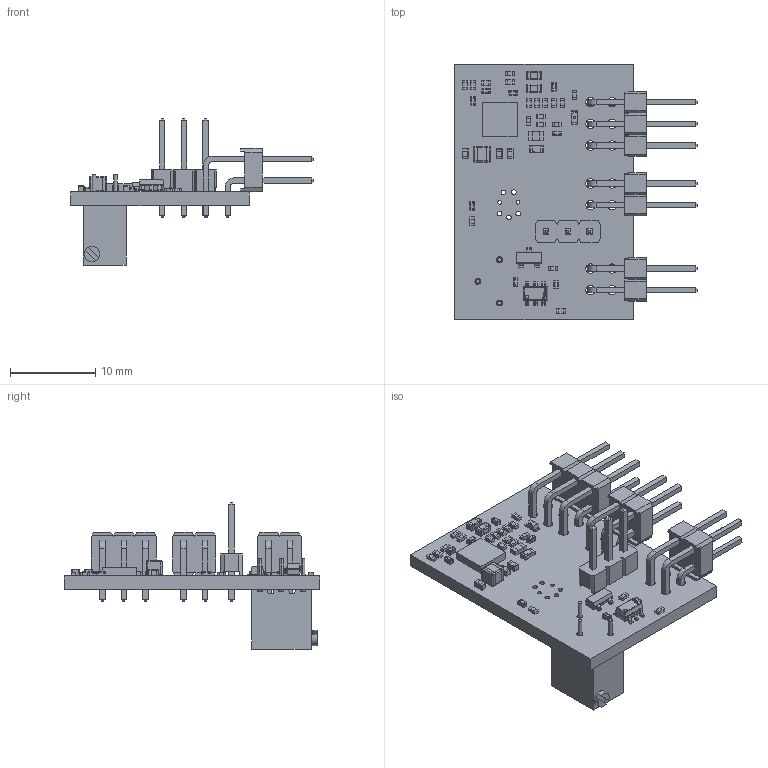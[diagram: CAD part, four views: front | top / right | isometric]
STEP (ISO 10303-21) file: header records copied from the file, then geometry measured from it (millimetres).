
FILE_DESCRIPTION(('Open CASCADE Model'),'2;1');
FILE_NAME('Open CASCADE Shape Model','2021-11-28T18:31:21',('Author'),( 'Open CASCADE'),'Open CASCADE STEP processor 6.8','Open CASCADE 6.8' ,'Unknown');
FILE_SCHEMA(('AUTOMOTIVE_DESIGN { 1 0 10303 214 1 1 1 1 }'));
Length unit declared in the file: millimetre
Products named in the file (83): PCB; Board; Open CASCADE STEP translator 6.8 1.1.1; P4; 61300421021; 6130xx21021_PIN; 6130xx21021_PIN_G; P3; P2; 61300621021; R18; RESC1005X40N; R19; C13; CAPC1005X55N; C8; C9; R20; T1; SOT95P230X110-3N; U1; IC_Texas_Instruments_LM74700QDBVRQ1_eec; IC_BODY; IC_LEG; circle; Texas_Instruments; IC_LEG_MIR2; R15; J2; 61300311121; 6130xx11121_PIN; P1; TRIM_VISHAY_T63XB; L1; INDUC_0806; ADN1; 7064586640; Extruded; C1; C2 ...
Assembly tree (124 placements, depth 4):
  PCB
    Board
      Open CASCADE STEP translator 6.8 1.1.1
    P4
      61300421021
        61300421021
        6130xx21021_PIN  x2
        6130xx21021_PIN_G  x2
    P3
      61300421021
        61300421021
        6130xx21021_PIN  x2
        6130xx21021_PIN_G  x2
    P2
      61300621021
        6130xx21021_PIN  x3
        6130xx21021_PIN_G  x3
        61300621021
    R18
      RESC1005X40N
    R19
      RESC1005X40N
    C13
      CAPC1005X55N
    C8
      CAPC1005X55N
    C9
      CAPC1005X55N
    R20
      RESC1005X40N
    T1
      SOT95P230X110-3N
    U1
      IC_Texas_Instruments_LM74700QDBVRQ1_eec
        IC_BODY
        IC_LEG  x3
        circle
        Texas_Instruments
        IC_LEG_MIR2  x3
    R15
      RESC1005X40N
    J2
      61300311121
        61300311121
        6130xx11121_PIN  x3
    P1
      TRIM_VISHAY_T63XB
    L1
      INDUC_0806
    ADN1
      7064586640
        Extruded
    C1
      CAPC1005X55N
    C2
      CAPC1005X55N
    C10
      CAPC1005X70N
    C11
      CAPC1005X55N
Bounding box: 28.5 x 30 x 17.17 mm (x, y, z)
Volume: 1587 mm3; surface area: 3266.2 mm2
Topology: 187 solids, 187 shells, 2543 faces, 6099 edges, 3835 vertices
Faces by surface type: plane 1631, cylinder 585, bspline 207, sphere 112, torus 8
Full cylindrical faces by diameter (mm): 0.4 x1, 0.45 x2, 0.55 x5, 0.7 x3, 1.1 x17
Entity records: 44737 total; most frequent: CARTESIAN_POINT 9501, ORIENTED_EDGE 6662, DIRECTION 5964, EDGE_CURVE 3331, LINE 2532, VECTOR 2532, VERTEX_POINT 2165, AXIS2_PLACEMENT_3D 1716
